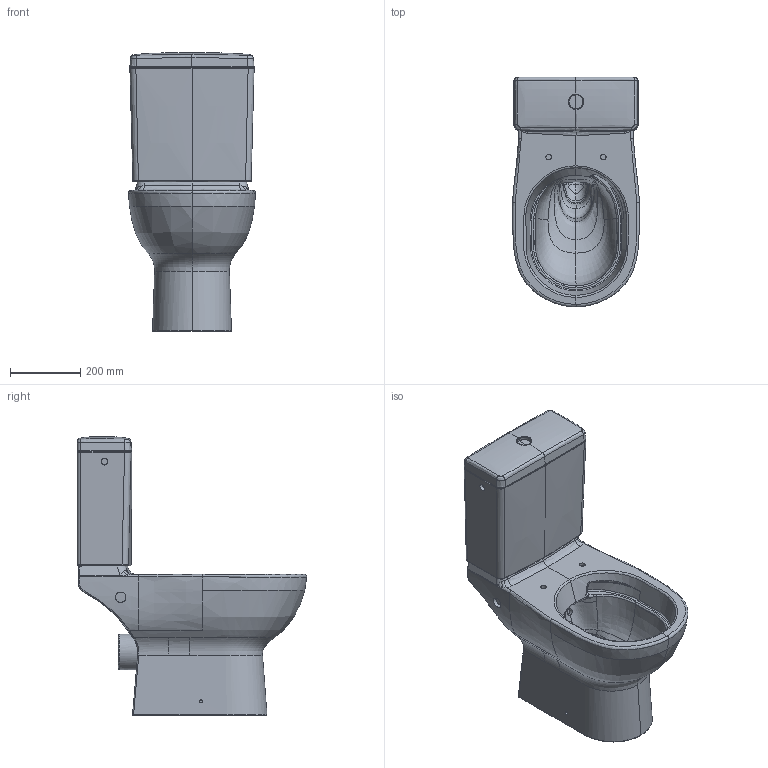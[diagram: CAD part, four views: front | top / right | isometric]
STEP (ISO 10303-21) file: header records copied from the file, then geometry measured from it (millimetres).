
FILE_DESCRIPTION(/* description */ (''),/* implementation_level */ '2;1');
FILE_NAME(/* name */ '5661C0_5661C3_4765A0_4765AG.stp',/* time_stamp */ '2024-12-09T09:05:49+01:00',/* author */ (''),/* organization */ (''),/* preprocessor_version */ 'ST-DEVELOPER v18.1',/* originating_system */ 'SIEMENS PLM Software NX 1973',/* authorisation */ '');
FILE_SCHEMA (('AUTOMOTIVE_DESIGN { 1 0 10303 214 3 1 1 1 }'));
Products named in the file (1): Muel2DB0503E7ped
Bounding box: 359.63 x 651.06 x 791.07 mm (x, y, z)
Volume: 53130936.1 mm3; surface area: 1515573.4 mm2
Topology: 1 solids, 1 shells, 368 faces, 2442 edges, 3646 vertices
Faces by surface type: bspline 296, cylinder 43, plane 22, sphere 3, extrusion 2, torus 1, revolution 1
Full cylindrical faces by diameter (mm): 9 x2, 10 x2, 15 x2, 16 x2, 19 x1, 20 x1, 24 x1, 30 x1, 56.308 x1, 63 x1, 80 x1, 84.96 x1
Entity records: 62083 total; most frequent: CARTESIAN_POINT 43446, DIRECTION 2087, ORIENTED_EDGE 1716, VECTOR 1598, LINE 1596, STYLED_ITEM 1559, PRESENTATION_STYLE_ASSIGNMENT 1559, CURVE_STYLE 1558
